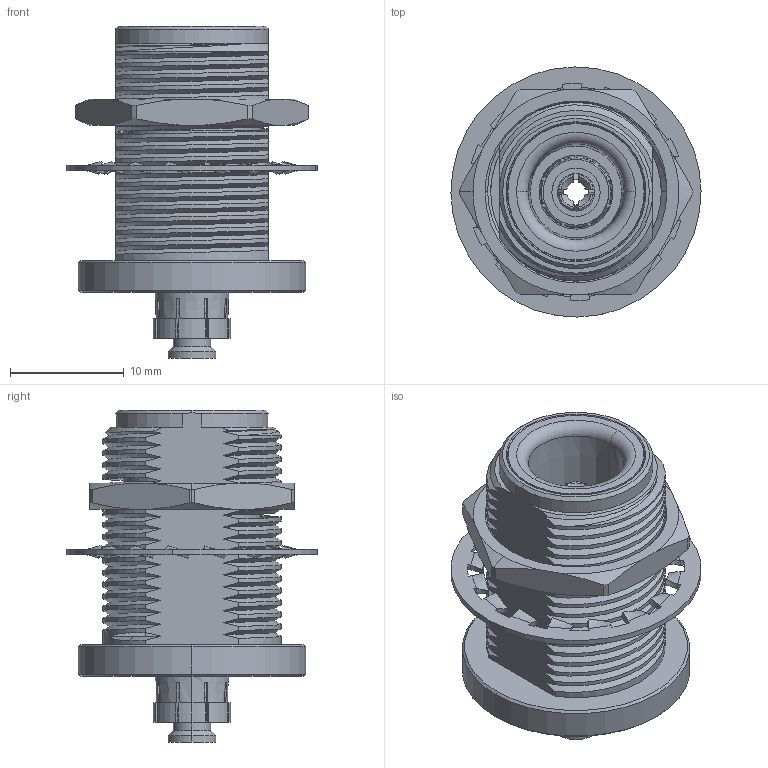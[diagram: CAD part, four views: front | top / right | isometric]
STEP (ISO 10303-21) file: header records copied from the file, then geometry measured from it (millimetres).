
FILE_DESCRIPTION (( 'STEP AP214' ), '1' );
FILE_NAME ('25-267-B3-HA.STEP', '2025-02-27T11:07:18', ( '' ), ( '' ), 'SwSTEP 2.0', 'SolidWorks 2024', '' );
FILE_SCHEMA (( 'AUTOMOTIVE_DESIGN' ));
Length unit declared in the file: millimetre
Products named in the file (1): 25-267-B3-HA
Bounding box: 22 x 22 x 29.19 mm (x, y, z)
Surface area: 4140.5 mm2 (no closed solid volume)
Topology: 0 solids, 10 shells, 384 faces, 1226 edges, 825 vertices
Faces by surface type: bspline 131, plane 108, cylinder 90, cone 53, torus 2
Entity records: 56336 total; most frequent: CARTESIAN_POINT 47175, ORIENTED_EDGE 2182, DIRECTION 1390, EDGE_CURVE 1226, VERTEX_POINT 825, AXIS2_PLACEMENT_3D 476, B_SPLINE_CURVE_WITH_KNOTS 448, LINE 438
